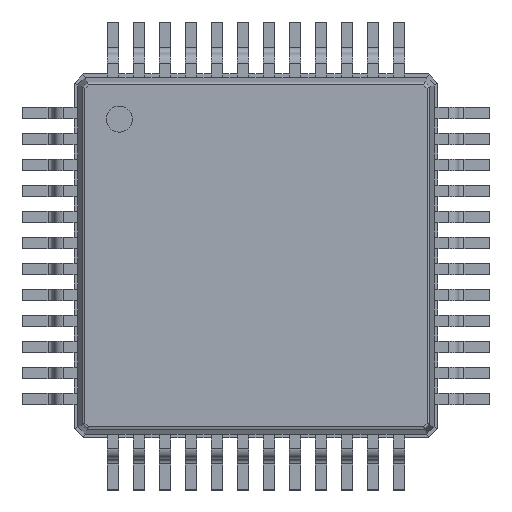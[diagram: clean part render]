
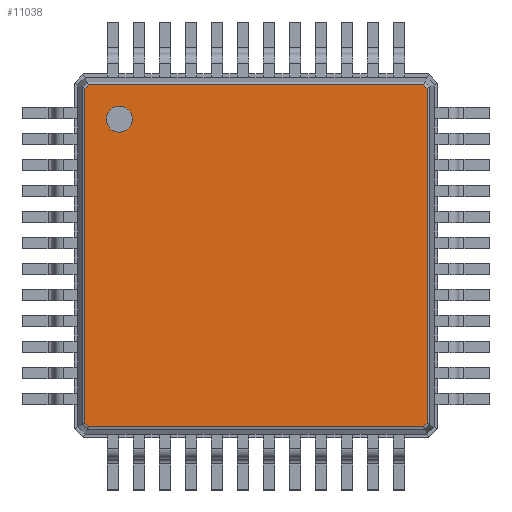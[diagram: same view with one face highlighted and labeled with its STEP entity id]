
A CAD part, top view. The second image highlights one B-rep face of the part: STEP entity #11038.
In plain terms, the highlighted planar face has unit normal (0, 0, 1).
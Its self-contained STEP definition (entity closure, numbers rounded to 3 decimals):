
#5255 = VERTEX_POINT('',#5256);
#5256 = CARTESIAN_POINT('',(3.224,-3.289,1.1));
#5552 = EDGE_CURVE('',#5255,#5553,#5555,.T.);
#5553 = VERTEX_POINT('',#5554);
#5554 = CARTESIAN_POINT('',(-3.224,-3.289,1.1));
#5555 = B_SPLINE_CURVE_WITH_KNOTS('',2,(#5556,#5557,#5558,#5559,#5560),
.UNSPECIFIED.,.F.,.F.,(3,1,1,3),(-0.358,-0.04,
6.52,6.837),.UNSPECIFIED.);
#5556 = CARTESIAN_POINT('',(3.597,-3.289,1.1));
#5557 = CARTESIAN_POINT('',(3.439,-3.289,1.1));
#5558 = CARTESIAN_POINT('',(0.,-3.289,1.1));
#5559 = CARTESIAN_POINT('',(-3.439,-3.289,1.1));
#5560 = CARTESIAN_POINT('',(-3.597,-3.289,1.1));
#10014 = EDGE_CURVE('',#5553,#10015,#10017,.T.);
#10015 = VERTEX_POINT('',#10016);
#10016 = CARTESIAN_POINT('',(-3.289,-3.224,1.1));
#10017 = B_SPLINE_CURVE_WITH_KNOTS('',2,(#10018,#10019,#10020,#10021,
#10022),.UNSPECIFIED.,.F.,.F.,(3,1,1,3),(-0.163,
-0.04,0.167,0.29),.UNSPECIFIED.);
#10018 = CARTESIAN_POINT('',(-3.096,-3.416,1.1));
#10019 = CARTESIAN_POINT('',(-3.14,-3.373,1.1));
#10020 = CARTESIAN_POINT('',(-3.256,-3.256,1.1));
#10021 = CARTESIAN_POINT('',(-3.373,-3.14,1.1));
#10022 = CARTESIAN_POINT('',(-3.416,-3.096,1.1));
#10722 = VERTEX_POINT('',#10723);
#10723 = CARTESIAN_POINT('',(3.289,-3.224,1.1));
#11013 = EDGE_CURVE('',#10722,#5255,#11014,.T.);
#11014 = B_SPLINE_CURVE_WITH_KNOTS('',2,(#11015,#11016,#11017,#11018,
#11019),.UNSPECIFIED.,.F.,.F.,(3,1,1,3),(-0.163,
-0.04,0.167,0.29),.UNSPECIFIED.);
#11015 = CARTESIAN_POINT('',(3.416,-3.096,1.1));
#11016 = CARTESIAN_POINT('',(3.373,-3.14,1.1));
#11017 = CARTESIAN_POINT('',(3.256,-3.256,1.1));
#11018 = CARTESIAN_POINT('',(3.14,-3.373,1.1));
#11019 = CARTESIAN_POINT('',(3.096,-3.416,1.1));
#11038 = ADVANCED_FACE('',(#11039,#11092),#11103,.F.);
#11039 = FACE_BOUND('',#11040,.F.);
#11040 = EDGE_LOOP('',(#11041,#11051,#11061,#11071,#11081,#11089,#11090,
#11091));
#11041 = ORIENTED_EDGE('',*,*,#11042,.T.);
#11042 = EDGE_CURVE('',#10015,#11043,#11045,.T.);
#11043 = VERTEX_POINT('',#11044);
#11044 = CARTESIAN_POINT('',(-3.289,3.224,1.1));
#11045 = B_SPLINE_CURVE_WITH_KNOTS('',2,(#11046,#11047,#11048,#11049,
#11050),.UNSPECIFIED.,.F.,.F.,(3,1,1,3),(-0.358,
-0.04,6.52,6.837),.UNSPECIFIED.);
#11046 = CARTESIAN_POINT('',(-3.289,-3.597,1.1));
#11047 = CARTESIAN_POINT('',(-3.289,-3.439,1.1));
#11048 = CARTESIAN_POINT('',(-3.289,0.,1.1));
#11049 = CARTESIAN_POINT('',(-3.289,3.439,1.1));
#11050 = CARTESIAN_POINT('',(-3.289,3.597,1.1));
#11051 = ORIENTED_EDGE('',*,*,#11052,.T.);
#11052 = EDGE_CURVE('',#11043,#11053,#11055,.T.);
#11053 = VERTEX_POINT('',#11054);
#11054 = CARTESIAN_POINT('',(-3.224,3.289,1.1));
#11055 = B_SPLINE_CURVE_WITH_KNOTS('',2,(#11056,#11057,#11058,#11059,
#11060),.UNSPECIFIED.,.F.,.F.,(3,1,1,3),(-0.163,
-0.04,0.167,0.29),.UNSPECIFIED.);
#11056 = CARTESIAN_POINT('',(-3.416,3.096,1.1));
#11057 = CARTESIAN_POINT('',(-3.373,3.14,1.1));
#11058 = CARTESIAN_POINT('',(-3.256,3.256,1.1));
#11059 = CARTESIAN_POINT('',(-3.14,3.373,1.1));
#11060 = CARTESIAN_POINT('',(-3.096,3.416,1.1));
#11061 = ORIENTED_EDGE('',*,*,#11062,.T.);
#11062 = EDGE_CURVE('',#11053,#11063,#11065,.T.);
#11063 = VERTEX_POINT('',#11064);
#11064 = CARTESIAN_POINT('',(3.224,3.289,1.1));
#11065 = B_SPLINE_CURVE_WITH_KNOTS('',2,(#11066,#11067,#11068,#11069,
#11070),.UNSPECIFIED.,.F.,.F.,(3,1,1,3),(-0.358,
-0.04,6.52,6.837),.UNSPECIFIED.);
#11066 = CARTESIAN_POINT('',(-3.597,3.289,1.1));
#11067 = CARTESIAN_POINT('',(-3.439,3.289,1.1));
#11068 = CARTESIAN_POINT('',(0.,3.289,1.1));
#11069 = CARTESIAN_POINT('',(3.439,3.289,1.1));
#11070 = CARTESIAN_POINT('',(3.597,3.289,1.1));
#11071 = ORIENTED_EDGE('',*,*,#11072,.T.);
#11072 = EDGE_CURVE('',#11063,#11073,#11075,.T.);
#11073 = VERTEX_POINT('',#11074);
#11074 = CARTESIAN_POINT('',(3.289,3.224,1.1));
#11075 = B_SPLINE_CURVE_WITH_KNOTS('',2,(#11076,#11077,#11078,#11079,
#11080),.UNSPECIFIED.,.F.,.F.,(3,1,1,3),(-0.163,
-0.04,0.167,0.29),.UNSPECIFIED.);
#11076 = CARTESIAN_POINT('',(3.096,3.416,1.1));
#11077 = CARTESIAN_POINT('',(3.14,3.373,1.1));
#11078 = CARTESIAN_POINT('',(3.256,3.256,1.1));
#11079 = CARTESIAN_POINT('',(3.373,3.14,1.1));
#11080 = CARTESIAN_POINT('',(3.416,3.096,1.1));
#11081 = ORIENTED_EDGE('',*,*,#11082,.T.);
#11082 = EDGE_CURVE('',#11073,#10722,#11083,.T.);
#11083 = B_SPLINE_CURVE_WITH_KNOTS('',2,(#11084,#11085,#11086,#11087,
#11088),.UNSPECIFIED.,.F.,.F.,(3,1,1,3),(-0.358,
-0.04,6.52,6.837),.UNSPECIFIED.);
#11084 = CARTESIAN_POINT('',(3.289,3.597,1.1));
#11085 = CARTESIAN_POINT('',(3.289,3.439,1.1));
#11086 = CARTESIAN_POINT('',(3.289,0.,1.1));
#11087 = CARTESIAN_POINT('',(3.289,-3.439,1.1));
#11088 = CARTESIAN_POINT('',(3.289,-3.597,1.1));
#11089 = ORIENTED_EDGE('',*,*,#11013,.T.);
#11090 = ORIENTED_EDGE('',*,*,#5552,.T.);
#11091 = ORIENTED_EDGE('',*,*,#10014,.T.);
#11092 = FACE_BOUND('',#11093,.F.);
#11093 = EDGE_LOOP('',(#11094));
#11094 = ORIENTED_EDGE('',*,*,#11095,.T.);
#11095 = EDGE_CURVE('',#11096,#11096,#11098,.T.);
#11096 = VERTEX_POINT('',#11097);
#11097 = CARTESIAN_POINT('',(-2.629,2.379,1.1));
#11098 = CIRCLE('',#11099,0.25);
#11099 = AXIS2_PLACEMENT_3D('',#11100,#11101,#11102);
#11100 = CARTESIAN_POINT('',(-2.629,2.629,1.1));
#11101 = DIRECTION('',(0.,0.,1.));
#11102 = DIRECTION('',(0.,-1.,0.));
#11103 = PLANE('',#11104);
#11104 = AXIS2_PLACEMENT_3D('',#11105,#11106,#11107);
#11105 = CARTESIAN_POINT('',(-3.24,3.329,1.1));
#11106 = DIRECTION('',(0.,0.,-1.));
#11107 = DIRECTION('',(0.697,-0.717,0.));
